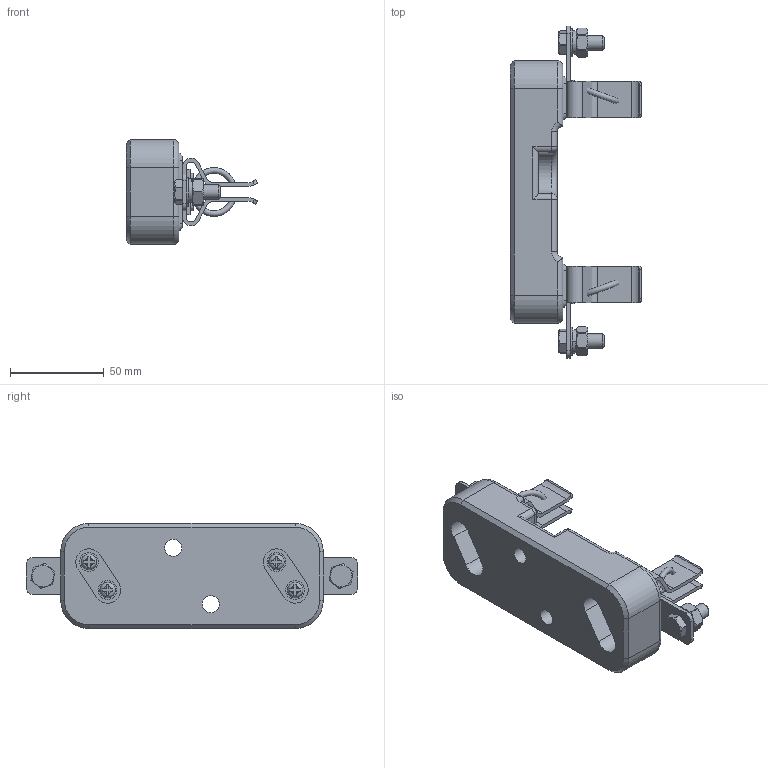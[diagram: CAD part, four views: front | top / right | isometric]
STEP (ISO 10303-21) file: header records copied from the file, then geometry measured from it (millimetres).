
FILE_DESCRIPTION(/* description */ (''),/* implementation_level */ '2;1');
FILE_NAME(/* name */ 'RT0-100Z.stp',/* time_stamp */ '2025-03-15T10:00:31+08:00',/* author */ (''),/* organization */ (''),/* preprocessor_version */ 'ST-DEVELOPER v16',/* originating_system */ 'SIEMENS PLM Software NX 10.0',/* authorisation */ '');
FILE_SCHEMA (('CONFIG_CONTROL_DESIGN'));
Length unit declared in the file: millimetre
Products named in the file (1): RT0-100Z
Bounding box: 70 x 177 x 56 mm (x, y, z)
Volume: 198142 mm3; surface area: 53620.5 mm2
Topology: 27 solids, 27 shells, 472 faces, 1170 edges, 760 vertices
Faces by surface type: plane 250, cylinder 148, cone 34, bspline 20, torus 16, sphere 4
Full cylindrical faces by diameter (mm): 4 x2, 4.2 x4, 5 x4, 5.2 x4, 6 x8, 6.5 x4, 7.8 x2, 8.2 x4, 8.5 x2, 9 x4, 10 x4, 15 x2
Entity records: 28698 total; most frequent: CARTESIAN_POINT 17777, DIRECTION 2180, ORIENTED_EDGE 2176, EDGE_CURVE 1088, AXIS2_PLACEMENT_3D 811, VERTEX_POINT 740, EDGE_LOOP 598, LINE 558
